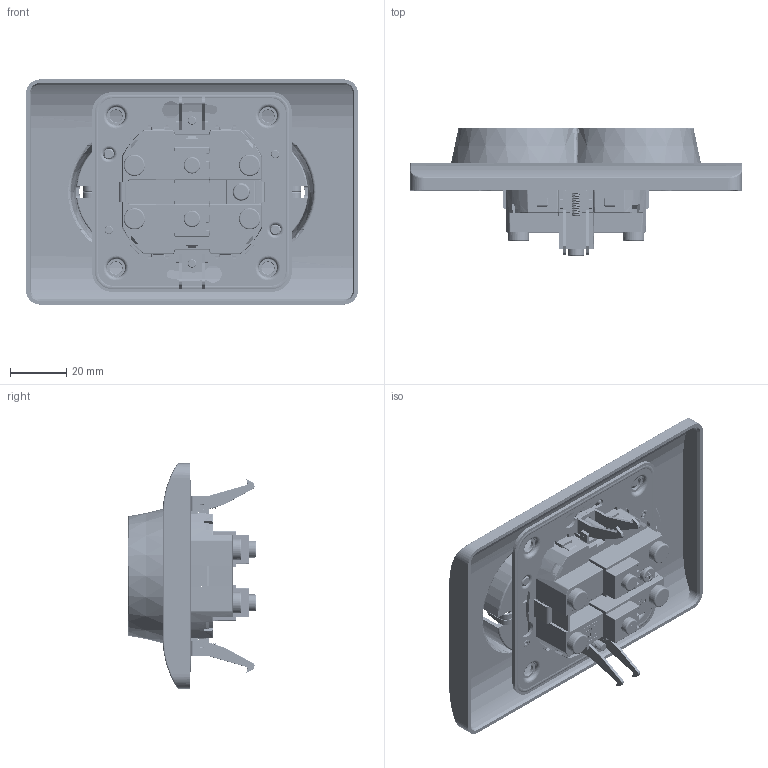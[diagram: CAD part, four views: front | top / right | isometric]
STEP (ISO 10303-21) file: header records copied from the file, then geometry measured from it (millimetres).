
FILE_DESCRIPTION((''),'2;1');
FILE_NAME('U2_1__ASM','2023-12-28T',('wznwsJS'),(''),'PRO/ENGINEER BY PARAMETRIC TECHNOLOGY CORPORATION, 2008380','PRO/ENGINEER BY PARAMETRIC TECHNOLOGY CORPORATION, 2008380','');
FILE_SCHEMA(('CONFIG_CONTROL_DESIGN'));
Length unit declared in the file: millimetre
Products named in the file (20): 2G-SOCKET-E_AA_1; 2G-SOCKET-ZJ_AA_1; 2G-SOCKET-KZ_AA_1; 2G-SOCKET-HZ_1; 2G-SOCKET-YB_1; 2G-SOCKET-MG_AA_ASM_1_ASM; SCREW-M3-A_AA_1; 2F-SOCKET-AQM_AA_4; TH_AA_AF0_1; TH_AA_AF1_1; TH_AA_AF2_1; TH_AA_AF3_1; LD_3_5_1; YXB_7_5-3_5_1; L-N-CT_3; CT-ZUJIAN_ASM_3_ASM; DMB_U_7; AZLD_1; 2G-SOCKET-GNJ-AA_ASM_4_ASM; U2_1__ASM
Assembly tree (26 placements, depth 4):
  U2_1__ASM
    2G-SOCKET-GNJ-AA_ASM_4_ASM
      2G-SOCKET-E_AA_1
      2G-SOCKET-ZJ_AA_1
      2G-SOCKET-KZ_AA_1  x2
      2G-SOCKET-HZ_1
      2G-SOCKET-MG_AA_ASM_1_ASM
        2G-SOCKET-YB_1
      SCREW-M3-A_AA_1  x2
      2F-SOCKET-AQM_AA_4  x2
      TH_AA_AF0_1
      TH_AA_AF1_1
      TH_AA_AF2_1
      TH_AA_AF3_1
      LD_3_5_1
      YXB_7_5-3_5_1
      CT-ZUJIAN_ASM_3_ASM  x2
        L-N-CT_3
        YXB_7_5-3_5_1
        LD_3_5_1
      DMB_U_7
      AZLD_1  x2
Bounding box: 118 x 45.6 x 80 mm (x, y, z)
Volume: 47202.9 mm3; surface area: 74001.9 mm2
Topology: 25 solids, 61 shells, 5885 faces, 15046 edges, 9446 vertices
Faces by surface type: plane 2404, cylinder 1754, bspline 582, extrusion 573, torus 336, cone 162, sphere 74
Entity records: 176594 total; most frequent: CARTESIAN_POINT 68721, ORIENTED_EDGE 23366, DIRECTION 20807, EDGE_CURVE 11683, VERTEX_POINT 7417, AXIS2_PLACEMENT_3D 7055, VECTOR 6697, LINE 6124
